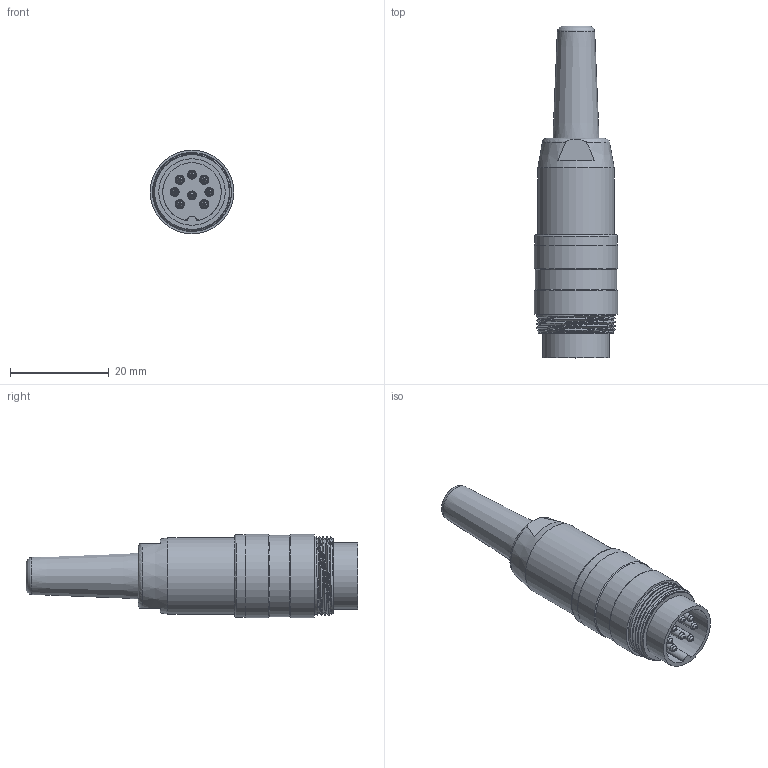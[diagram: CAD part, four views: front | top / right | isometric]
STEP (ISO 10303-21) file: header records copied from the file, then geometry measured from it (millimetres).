
FILE_DESCRIPTION(/* description */ (''),/* implementation_level */ '2;1');
FILE_NAME(/* name */ 't 3504 001nxc001-01.stp',/* time_stamp */ '2019-07-08T17:40:43+02:00',/* author */ (''),/* organization */ (''),/* preprocessor_version */ 'ST-DEVELOPER v16.7',/* originating_system */ 'SIEMENS PLM Software NX 12.0',/* authorisation */ '');
FILE_SCHEMA (('AUTOMOTIVE_DESIGN { 1 0 10303 214 3 1 1 1 }'));
Length unit declared in the file: millimetre
Products named in the file (1): t 3504 001nxc001-01
Bounding box: 17 x 67.4 x 17 mm (x, y, z)
Volume: 8979.5 mm3; surface area: 3980.8 mm2
Topology: 1 solids, 1 shells, 122 faces, 277 edges, 180 vertices
Faces by surface type: plane 41, cylinder 37, cone 23, bspline 21
Full cylindrical faces by diameter (mm): 1.475 x8, 1.5 x8, 1.82 x8, 3 x1, 13.5 x1, 15.5 x1, 16.6 x1, 16.8 x1, 17 x2
Entity records: 4733 total; most frequent: CARTESIAN_POINT 1668, DIRECTION 453, ORIENTED_EDGE 342, EDGE_LOOP 217, AXIS2_PLACEMENT_3D 210, FACE_BOUND 183, EDGE_CURVE 171, VERTEX_POINT 146
